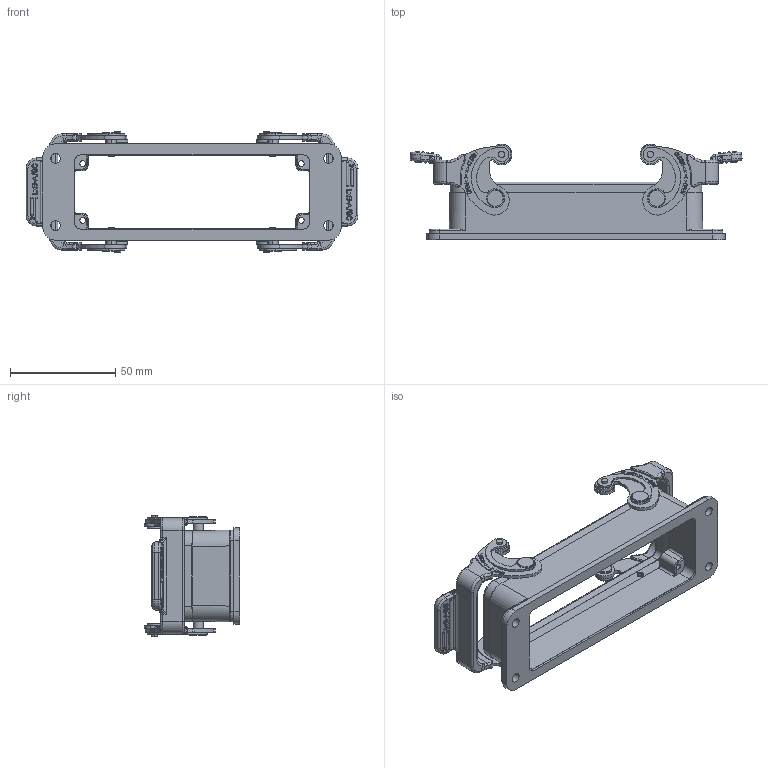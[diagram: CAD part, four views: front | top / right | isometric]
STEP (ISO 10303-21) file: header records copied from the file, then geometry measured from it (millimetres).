
FILE_DESCRIPTION((''),'2;1');
FILE_NAME('3D_1110243411001_H24B-BK-2L_SC_','2022-07-05T',('mh.wu'),(''),'PRO/ENGINEER BY PARAMETRIC TECHNOLOGY CORPORATION, 2012480','PRO/ENGINEER BY PARAMETRIC TECHNOLOGY CORPORATION, 2012480','');
FILE_SCHEMA(('CONFIG_CONTROL_DESIGN'));
Products named in the file (1): 3D_1110243411001_H24B-BK-2L_SC_
Bounding box: 158.08 x 45.55 x 57.5 mm (x, y, z)
Volume: 54655.4 mm3; surface area: 39456.9 mm2
Topology: 1 solids, 3 shells, 1461 faces, 3879 edges, 2517 vertices
Faces by surface type: plane 659, cylinder 394, extrusion 136, torus 116, bspline 84, cone 40, sphere 32
Entity records: 56727 total; most frequent: CARTESIAN_POINT 21247, ORIENTED_EDGE 7662, DIRECTION 6832, EDGE_CURVE 3831, VERTEX_POINT 2517, AXIS2_PLACEMENT_3D 2329, VECTOR 2174, LINE 2038
